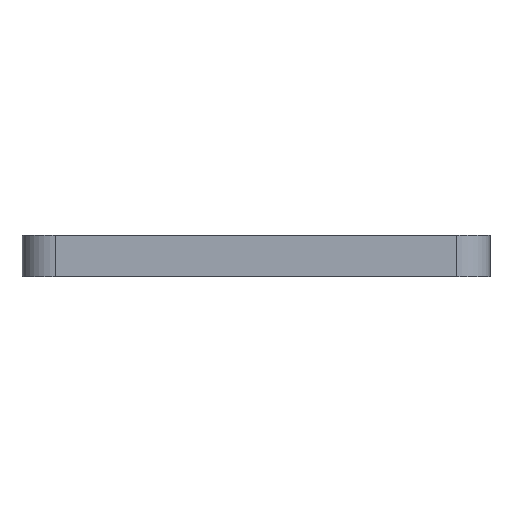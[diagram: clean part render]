
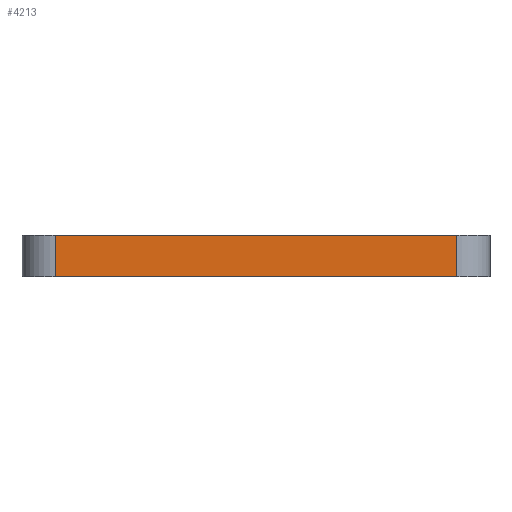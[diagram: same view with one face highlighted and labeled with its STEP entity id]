
A CAD part, left-side view. The second image highlights one B-rep face of the part: STEP entity #4213.
In plain terms, the highlighted planar face has unit normal (-1, 0, 0).
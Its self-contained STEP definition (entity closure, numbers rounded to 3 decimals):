
#144 = DIRECTION ( 'NONE',  ( 0., 1., 0. ) ) ;
#412 = CARTESIAN_POINT ( 'NONE',  ( -98., 48., 10. ) ) ;
#1244 = CARTESIAN_POINT ( 'NONE',  ( -98., 56., 0. ) ) ;
#1250 = VERTEX_POINT ( 'NONE', #4824 ) ;
#1333 = ORIENTED_EDGE ( 'NONE', *, *, #7502, .T. ) ;
#1571 = CARTESIAN_POINT ( 'NONE',  ( -98., -48., 10. ) ) ;
#1857 = DIRECTION ( 'NONE',  ( 0., -1., 0. ) ) ;
#1912 = CARTESIAN_POINT ( 'NONE',  ( -98., 56., 10. ) ) ;
#2107 = CARTESIAN_POINT ( 'NONE',  ( -98., -48., 0. ) ) ;
#2144 = VECTOR ( 'NONE', #1857, 1000. ) ;
#2288 = CARTESIAN_POINT ( 'NONE',  ( -98., 48., 10. ) ) ;
#2391 = CARTESIAN_POINT ( 'NONE',  ( -98., 56., 10. ) ) ;
#2415 = DIRECTION ( 'NONE',  ( 0., -1., 0. ) ) ;
#2427 = EDGE_CURVE ( 'NONE', #3880, #1250, #3755, .T. ) ;
#2548 = PLANE ( 'NONE',  #5376 ) ;
#3292 = VECTOR ( 'NONE', #7106, 1000. ) ;
#3534 = EDGE_LOOP ( 'NONE', ( #6336, #3558, #1333, #4517 ) ) ;
#3536 = LINE ( 'NONE', #1571, #6542 ) ;
#3558 = ORIENTED_EDGE ( 'NONE', *, *, #2427, .F. ) ;
#3755 = LINE ( 'NONE', #2391, #6957 ) ;
#3757 = DIRECTION ( 'NONE',  ( 1., 0., 0. ) ) ;
#3880 = VERTEX_POINT ( 'NONE', #412 ) ;
#3995 = DIRECTION ( 'NONE',  ( 0., 0., 1. ) ) ;
#4143 = EDGE_CURVE ( 'NONE', #6335, #4916, #5520, .T. ) ;
#4213 = ADVANCED_FACE ( 'NONE', ( #4573 ), #2548, .F. ) ;
#4517 = ORIENTED_EDGE ( 'NONE', *, *, #4143, .T. ) ;
#4573 = FACE_OUTER_BOUND ( 'NONE', #3534, .T. ) ;
#4824 = CARTESIAN_POINT ( 'NONE',  ( -98., -48., 10. ) ) ;
#4916 = VERTEX_POINT ( 'NONE', #2107 ) ;
#5376 = AXIS2_PLACEMENT_3D ( 'NONE', #1912, #3757, #144 ) ;
#5520 = LINE ( 'NONE', #1244, #2144 ) ;
#5542 = EDGE_CURVE ( 'NONE', #4916, #1250, #3536, .T. ) ;
#6335 = VERTEX_POINT ( 'NONE', #6604 ) ;
#6336 = ORIENTED_EDGE ( 'NONE', *, *, #5542, .T. ) ;
#6487 = LINE ( 'NONE', #2288, #3292 ) ;
#6542 = VECTOR ( 'NONE', #3995, 1000. ) ;
#6604 = CARTESIAN_POINT ( 'NONE',  ( -98., 48., 0. ) ) ;
#6957 = VECTOR ( 'NONE', #2415, 1000. ) ;
#7106 = DIRECTION ( 'NONE',  ( 0., 0., -1. ) ) ;
#7502 = EDGE_CURVE ( 'NONE', #3880, #6335, #6487, .T. ) ;
